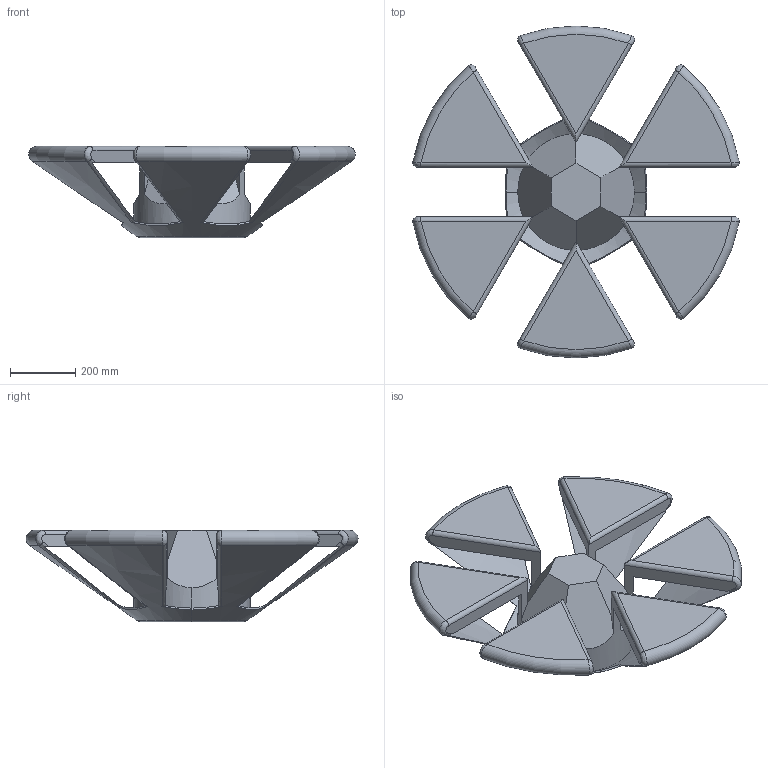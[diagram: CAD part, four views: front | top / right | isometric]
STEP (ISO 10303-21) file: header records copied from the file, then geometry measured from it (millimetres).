
FILE_DESCRIPTION (( 'STEP AP203' ), '1' );
FILE_NAME ('OBS_V1_Disp.STEP', '2022-02-24T17:09:43', ( '' ), ( '' ), 'SwSTEP 2.0', 'SolidWorks 2020', '' );
FILE_SCHEMA (( 'CONFIG_CONTROL_DESIGN' ));
Length unit declared in the file: metre
Products named in the file (1): OBS_V1_Disp
Bounding box: 999.47 x 1015.97 x 279.4 mm (x, y, z)
Volume: 43167357.5 mm3; surface area: 2429489.7 mm2
Topology: 1 solids, 1 shells, 88 faces, 254 edges, 156 vertices
Faces by surface type: plane 38, bspline 24, cylinder 14, torus 8, cone 4
Entity records: 6739 total; most frequent: CARTESIAN_POINT 4641, ORIENTED_EDGE 508, DIRECTION 326, EDGE_CURVE 254, VERTEX_POINT 156, AXIS2_PLACEMENT_3D 121, B_SPLINE_CURVE_WITH_KNOTS 100, FACE_OUTER_BOUND 88
